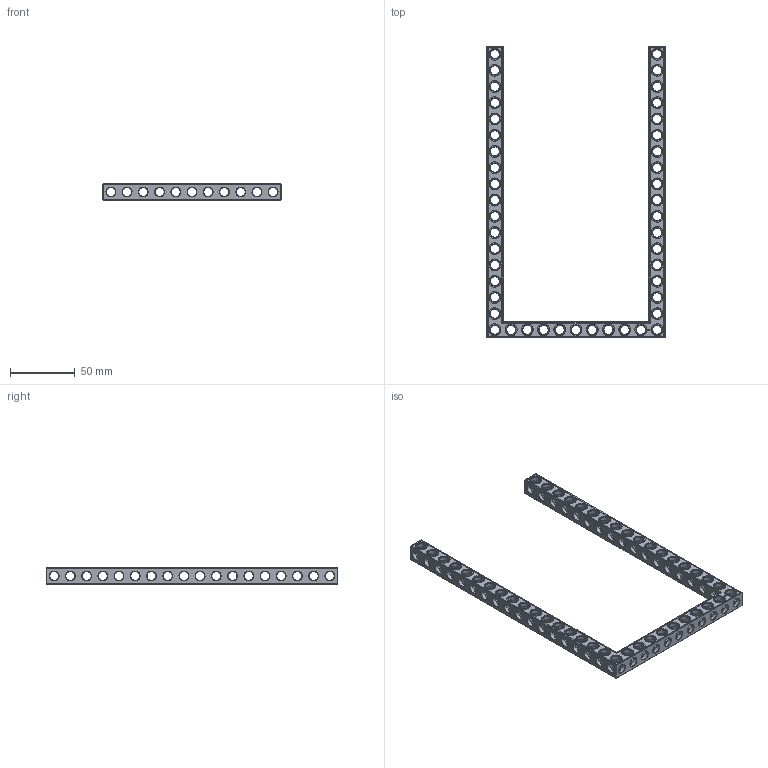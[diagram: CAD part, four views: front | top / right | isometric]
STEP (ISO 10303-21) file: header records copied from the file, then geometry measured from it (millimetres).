
FILE_DESCRIPTION(('FreeCAD Model'),'2;1');
FILE_NAME('Open CASCADE Shape Model','2022-02-26T15:36:10',('Author'),( ''),'Open CASCADE STEP processor 7.5','FreeCAD','Unknown');
FILE_SCHEMA(('AUTOMOTIVE_DESIGN { 1 0 10303 214 1 1 1 1 }'));
Products named in the file (1): Beam AGD ESS USH SYM BU11x18x01 - SPN-BEM-0477 (stemfie.org)
Bounding box: 137.5 x 225 x 12.5 mm (x, y, z)
Volume: 43977.2 mm3; surface area: 39224.2 mm2
Topology: 1 solids, 1 shells, 980 faces, 3018 edges, 1938 vertices
Faces by surface type: plane 429, cylinder 271, cone 182, extrusion 98
Full cylindrical faces by diameter (mm): 6.98 x38, 7 x188, 9.2 x45
Entity records: 251464 total; most frequent: CARTESIAN_POINT 195117, DIRECTION 9262, ORIENTED_EDGE 6036, PCURVE 6036, DEFINITIONAL_REPRESENTATION 6036, VECTOR 5533, LINE 5435, EDGE_CURVE 3018
